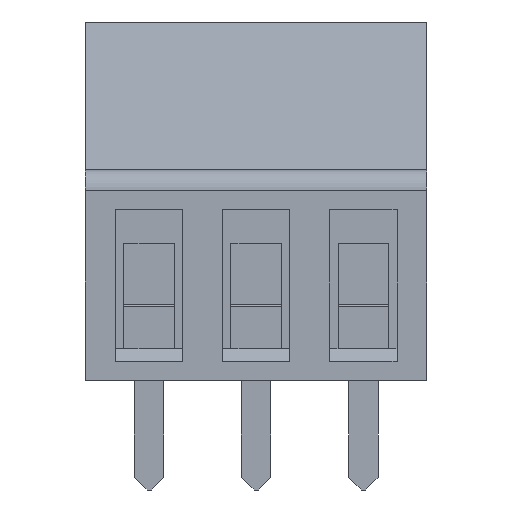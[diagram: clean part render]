
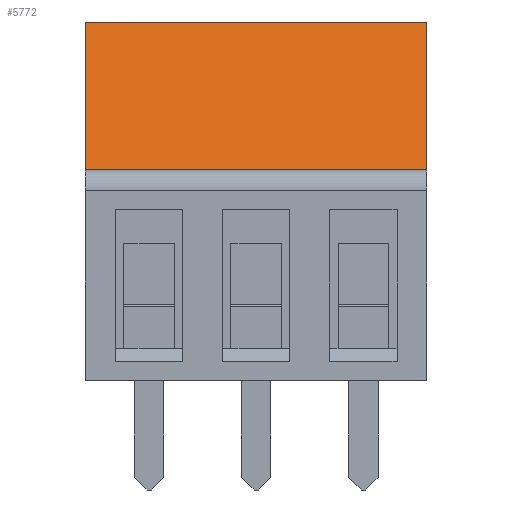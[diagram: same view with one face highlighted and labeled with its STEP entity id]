
A CAD part, front view. The second image highlights one B-rep face of the part: STEP entity #5772.
In plain terms, the highlighted planar face has unit normal (0, -0.968, 0.252).
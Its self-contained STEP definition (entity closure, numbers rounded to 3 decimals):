
#671 = EDGE_CURVE ( 'NONE', #11265, #10354, #24262, .T. ) ;
#1772 = DIRECTION ( 'NONE',  ( 0., 0.968, -0.252 ) ) ;
#2882 = CARTESIAN_POINT ( 'NONE',  ( 6.591, -2.156, 5. ) ) ;
#5772 = ADVANCED_FACE ( 'NONE', ( #18244 ), #25807, .F. ) ;
#6084 = EDGE_CURVE ( 'NONE', #8346, #10354, #19840, .T. ) ;
#6993 = VECTOR ( 'NONE', #22824, 1000. ) ;
#8346 = VERTEX_POINT ( 'NONE', #8550 ) ;
#8550 = CARTESIAN_POINT ( 'NONE',  ( -1.509, -2.156, 5. ) ) ;
#9088 = CARTESIAN_POINT ( 'NONE',  ( -1.509, -1.246, 8.5 ) ) ;
#9561 = VECTOR ( 'NONE', #11901, 1000. ) ;
#9792 = CARTESIAN_POINT ( 'NONE',  ( 1.271, -2.156, 5. ) ) ;
#9908 = EDGE_CURVE ( 'NONE', #20800, #11265, #25906, .T. ) ;
#9946 = CARTESIAN_POINT ( 'NONE',  ( 1.271, -1.246, 8.5 ) ) ;
#9991 = CARTESIAN_POINT ( 'NONE',  ( 6.591, -1.246, 8.5 ) ) ;
#10354 = VERTEX_POINT ( 'NONE', #2882 ) ;
#11058 = ORIENTED_EDGE ( 'NONE', *, *, #20834, .F. ) ;
#11265 = VERTEX_POINT ( 'NONE', #21751 ) ;
#11901 = DIRECTION ( 'NONE',  ( 1., 0., 0. ) ) ;
#12459 = EDGE_LOOP ( 'NONE', ( #25710, #17240, #25811, #11058 ) ) ;
#13260 = VECTOR ( 'NONE', #18022, 1000. ) ;
#15480 = CARTESIAN_POINT ( 'NONE',  ( 1.271, -1.246, 8.5 ) ) ;
#16758 = CARTESIAN_POINT ( 'NONE',  ( -1.509, -2.156, 5. ) ) ;
#17240 = ORIENTED_EDGE ( 'NONE', *, *, #671, .F. ) ;
#17856 = DIRECTION ( 'NONE',  ( 0., -0.252, -0.968 ) ) ;
#18022 = DIRECTION ( 'NONE',  ( 0., -0.252, -0.968 ) ) ;
#18244 = FACE_OUTER_BOUND ( 'NONE', #12459, .T. ) ;
#19840 = LINE ( 'NONE', #9792, #9561 ) ;
#20800 = VERTEX_POINT ( 'NONE', #9088 ) ;
#20834 = EDGE_CURVE ( 'NONE', #8346, #20800, #25224, .T. ) ;
#21751 = CARTESIAN_POINT ( 'NONE',  ( 6.591, -1.246, 8.5 ) ) ;
#22536 = AXIS2_PLACEMENT_3D ( 'NONE', #9946, #1772, #17856 ) ;
#22824 = DIRECTION ( 'NONE',  ( 0., 0.252, 0.968 ) ) ;
#23665 = DIRECTION ( 'NONE',  ( 1., 0., 0. ) ) ;
#24262 = LINE ( 'NONE', #9991, #13260 ) ;
#25224 = LINE ( 'NONE', #16758, #6993 ) ;
#25710 = ORIENTED_EDGE ( 'NONE', *, *, #6084, .T. ) ;
#25807 = PLANE ( 'NONE',  #22536 ) ;
#25811 = ORIENTED_EDGE ( 'NONE', *, *, #9908, .F. ) ;
#25889 = VECTOR ( 'NONE', #23665, 1000. ) ;
#25906 = LINE ( 'NONE', #15480, #25889 ) ;
